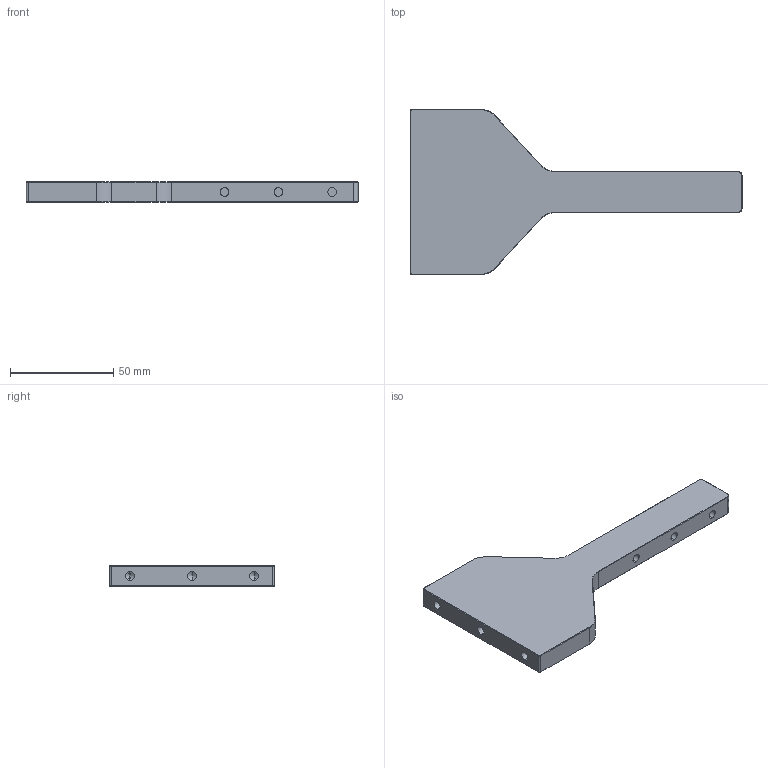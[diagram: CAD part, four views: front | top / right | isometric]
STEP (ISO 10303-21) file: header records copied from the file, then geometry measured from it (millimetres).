
FILE_DESCRIPTION (( 'STEP AP203' ), '1' );
FILE_NAME ('唑旋蕾啣.STEP', '2022-09-27T05:45:35', ( '' ), ( '' ), 'SwSTEP 2.0', 'SolidWorks 2016', '' );
FILE_SCHEMA (( 'CONFIG_CONTROL_DESIGN' ));
Length unit declared in the file: millimetre
Products named in the file (1): 唑旋蕾啣
Bounding box: 160.5 x 80 x 10 mm (x, y, z)
Volume: 62199.6 mm3; surface area: 18118.4 mm2
Topology: 1 solids, 1 shells, 71 faces, 160 edges, 91 vertices
Faces by surface type: plane 29, cone 22, cylinder 20
Entity records: 1981 total; most frequent: DIRECTION 354, CARTESIAN_POINT 317, ORIENTED_EDGE 308, EDGE_CURVE 154, AXIS2_PLACEMENT_3D 128, VECTOR 98, LINE 98, VERTEX_POINT 91
